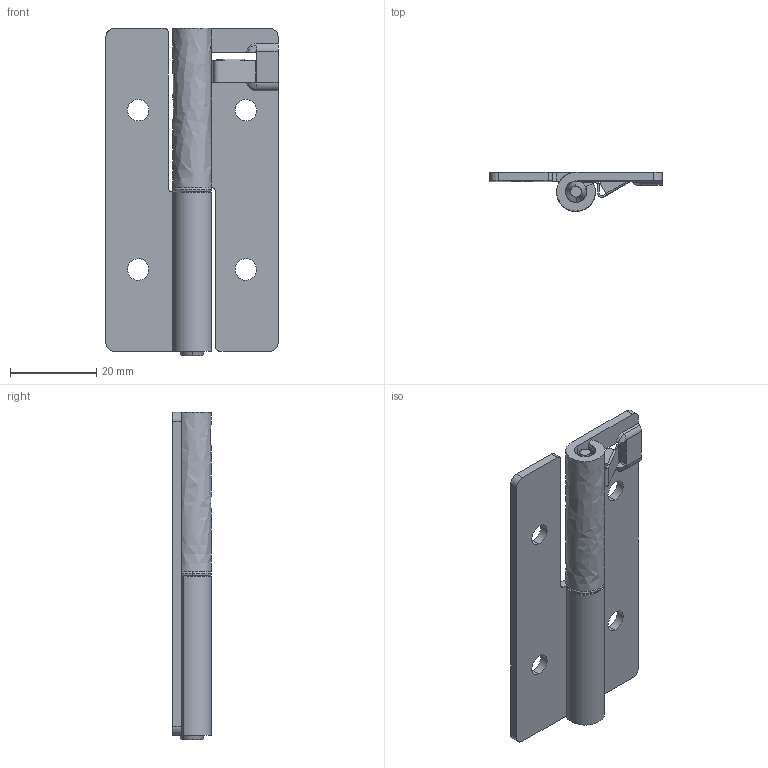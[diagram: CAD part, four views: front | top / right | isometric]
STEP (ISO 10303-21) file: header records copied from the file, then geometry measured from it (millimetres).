
FILE_DESCRIPTION((''),'2;1');
FILE_NAME('','2013-02-25T11:43:37',(''),(''),'','CADfix','');
FILE_SCHEMA(('AUTOMOTIVE_DESIGN { 1 0 10303 214 1 1 1 1 }'));
Length unit declared in the file: millimetre
Bounding box: 40 x 9 x 76 mm (x, y, z)
Volume: 8937 mm3; surface area: 10189 mm2
Topology: 4 solids, 4 shells, 128 faces, 377 edges, 260 vertices
Faces by surface type: bspline 128
Entity records: 4703 total; most frequent: CARTESIAN_POINT 2552, ORIENTED_EDGE 754, EDGE_CURVE 377, VERTEX_POINT 260, QUASI_UNIFORM_CURVE 197, EDGE_LOOP 141, FACE_OUTER_BOUND 128, ADVANCED_FACE 128
